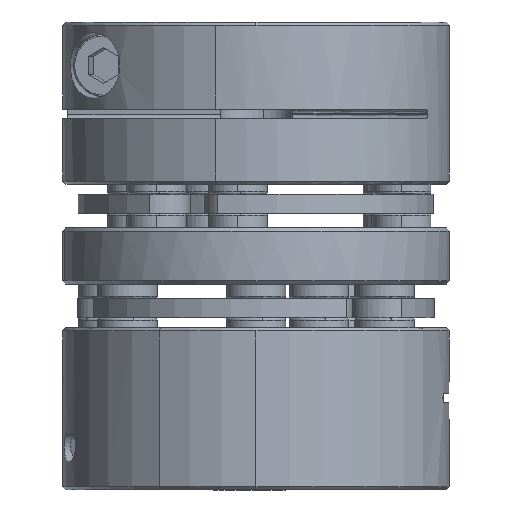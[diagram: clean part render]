
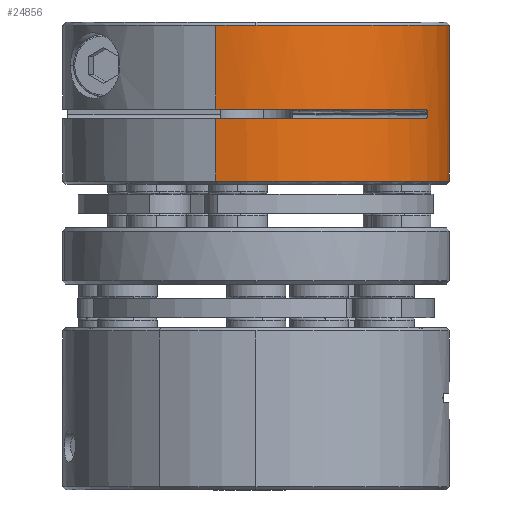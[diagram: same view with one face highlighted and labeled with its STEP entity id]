
A CAD part, front view. The second image highlights one B-rep face of the part: STEP entity #24856.
In plain terms, the highlighted cylindrical face has radius 31 mm (diameter 62 mm), a partial arc.
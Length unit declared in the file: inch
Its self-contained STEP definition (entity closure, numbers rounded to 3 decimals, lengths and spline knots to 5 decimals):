
#777 = CARTESIAN_POINT ( 'NONE',  ( 1.07418, -0.57939, 2.40252 ) ) ;
#1174 = AXIS2_PLACEMENT_3D ( 'NONE', #20160, #3792, #22891 ) ;
#2362 = CARTESIAN_POINT ( 'NONE',  ( 1.07758, -0.57305, 2.34682 ) ) ;
#3419 = LINE ( 'NONE', #20056, #17095 ) ;
#3531 = CARTESIAN_POINT ( 'NONE',  ( 1.07913, -0.57013, 2.39757 ) ) ;
#3792 = DIRECTION ( 'NONE',  ( 0., 0., 1. ) ) ;
#3955 = VERTEX_POINT ( 'NONE', #22234 ) ;
#4812 = FACE_OUTER_BOUND ( 'NONE', #26006, .T. ) ;
#5117 = CARTESIAN_POINT ( 'NONE',  ( 1.08302, -0.56272, 2.35688 ) ) ;
#5644 = EDGE_CURVE ( 'NONE', #6855, #14363, #23401, .T. ) ;
#5646 = CARTESIAN_POINT ( 'NONE',  ( 0., -1.22047, 2.93324 ) ) ;
#5654 = DIRECTION ( 'NONE',  ( 0., 0., 1. ) ) ;
#5748 = AXIS2_PLACEMENT_3D ( 'NONE', #8925, #28065, #11699 ) ;
#5877 = VERTEX_POINT ( 'NONE', #7710 ) ;
#6264 = CARTESIAN_POINT ( 'NONE',  ( 1.08456, -0.55971, 2.38203 ) ) ;
#6299 = CARTESIAN_POINT ( 'NONE',  ( -0.25375, -1.1938, 2.95324 ) ) ;
#6855 = VERTEX_POINT ( 'NONE', #30504 ) ;
#7495 = VERTEX_POINT ( 'NONE', #34750 ) ;
#7710 = CARTESIAN_POINT ( 'NONE',  ( 0.25375, 1.1938, 2.93324 ) ) ;
#7838 = CARTESIAN_POINT ( 'NONE',  ( 1.08456, -0.55971, 2.37224 ) ) ;
#7839 = B_SPLINE_CURVE_WITH_KNOTS ( 'NONE', 3,
 ( #32317, #35093, #18718, #2362, #21452, #5117, #24204, #7838 ),
 .UNSPECIFIED., .F., .F.,
 ( 4, 2, 2, 4 ),
 ( 0., 0.00029, 0.00058, 0.00117 ),
 .UNSPECIFIED. ) ;
#8035 = VERTEX_POINT ( 'NONE', #35385 ) ;
#8113 = DIRECTION ( 'NONE',  ( 0., 0., -1. ) ) ;
#8257 = ORIENTED_EDGE ( 'NONE', *, *, #19110, .F. ) ;
#8482 = CARTESIAN_POINT ( 'NONE',  ( 1.08456, -0.55971, 2.37224 ) ) ;
#8542 = VERTEX_POINT ( 'NONE', #18870 ) ;
#8857 = VERTEX_POINT ( 'NONE', #32300 ) ;
#8925 = CARTESIAN_POINT ( 'NONE',  ( 0., 0., 2.93324 ) ) ;
#9091 = EDGE_CURVE ( 'NONE', #3955, #27783, #31769, .T. ) ;
#9149 = DIRECTION ( 'NONE',  ( 0., 0., -1. ) ) ;
#9315 = CARTESIAN_POINT ( 'NONE',  ( 0.25375, 1.1938, 2.95324 ) ) ;
#9984 = CARTESIAN_POINT ( 'NONE',  ( 0., 0., 1.94962 ) ) ;
#10436 = ORIENTED_EDGE ( 'NONE', *, *, #20039, .T. ) ;
#10728 = VECTOR ( 'NONE', #5654, 39.37008 ) ;
#10909 = ORIENTED_EDGE ( 'NONE', *, *, #33912, .F. ) ;
#11479 = VECTOR ( 'NONE', #12094, 39.37008 ) ;
#11629 = AXIS2_PLACEMENT_3D ( 'NONE', #25540, #9149, #28285 ) ;
#11665 = CARTESIAN_POINT ( 'NONE',  ( 1.0705, -0.58616, 2.40324 ) ) ;
#11699 = DIRECTION ( 'NONE',  ( -0.208, -0.978, 0. ) ) ;
#12094 = DIRECTION ( 'NONE',  ( 0., 0., -1. ) ) ;
#12337 = AXIS2_PLACEMENT_3D ( 'NONE', #9984, #29120, #12759 ) ;
#12401 = CIRCLE ( 'NONE', #5748, 1.22047 ) ;
#12759 = DIRECTION ( 'NONE',  ( 0., 1., 0. ) ) ;
#13596 = EDGE_CURVE ( 'NONE', #8542, #8035, #17978, .T. ) ;
#14074 = EDGE_CURVE ( 'NONE', #8857, #19086, #33684, .T. ) ;
#14162 = CARTESIAN_POINT ( 'NONE',  ( 0.25375, 1.1938, 1.94962 ) ) ;
#14363 = VERTEX_POINT ( 'NONE', #5646 ) ;
#15083 = EDGE_CURVE ( 'NONE', #8542, #3955, #23912, .T. ) ;
#15754 = CARTESIAN_POINT ( 'NONE',  ( 0., 0., 1.94962 ) ) ;
#16256 = CARTESIAN_POINT ( 'NONE',  ( 0., 0., 2.95324 ) ) ;
#16478 = AXIS2_PLACEMENT_3D ( 'NONE', #16256, #35366, #32484 ) ;
#17095 = VECTOR ( 'NONE', #19706, 39.37008 ) ;
#17152 = CARTESIAN_POINT ( 'NONE',  ( 1.07237, -0.58275, 2.40324 ) ) ;
#17166 = AXIS2_PLACEMENT_3D ( 'NONE', #15754, #34852, #18494 ) ;
#17959 = ORIENTED_EDGE ( 'NONE', *, *, #26383, .F. ) ;
#17978 = LINE ( 'NONE', #24754, #10728 ) ;
#18367 = CARTESIAN_POINT ( 'NONE',  ( 1.08456, -0.55971, 2.37424 ) ) ;
#18446 = LINE ( 'NONE', #6299, #24843 ) ;
#18474 = CYLINDRICAL_SURFACE ( 'NONE', #16478, 1.22047 ) ;
#18494 = DIRECTION ( 'NONE',  ( 0., 1., 0. ) ) ;
#18718 = CARTESIAN_POINT ( 'NONE',  ( 1.07418, -0.57939, 2.34397 ) ) ;
#18870 = CARTESIAN_POINT ( 'NONE',  ( -0.25375, -1.1938, 1.94962 ) ) ;
#19086 = VERTEX_POINT ( 'NONE', #18367 ) ;
#19110 = EDGE_CURVE ( 'NONE', #7495, #29737, #7839, .T. ) ;
#19250 = CARTESIAN_POINT ( 'NONE',  ( -0.25375, -1.1938, 2.40324 ) ) ;
#19706 = DIRECTION ( 'NONE',  ( 0., 0., -1. ) ) ;
#19896 = CARTESIAN_POINT ( 'NONE',  ( 1.07758, -0.57305, 2.39967 ) ) ;
#20039 = EDGE_CURVE ( 'NONE', #7495, #8035, #24294, .T. ) ;
#20056 = CARTESIAN_POINT ( 'NONE',  ( 1.08456, -0.55971, 2.34324 ) ) ;
#20160 = CARTESIAN_POINT ( 'NONE',  ( 0., 0., 2.93324 ) ) ;
#21292 = ORIENTED_EDGE ( 'NONE', *, *, #14074, .T. ) ;
#21452 = CARTESIAN_POINT ( 'NONE',  ( 1.07913, -0.57013, 2.34892 ) ) ;
#22100 = AXIS2_PLACEMENT_3D ( 'NONE', #24495, #8113, #27275 ) ;
#22234 = CARTESIAN_POINT ( 'NONE',  ( 1.22047, 0., 1.94962 ) ) ;
#22622 = ORIENTED_EDGE ( 'NONE', *, *, #15083, .T. ) ;
#22625 = CARTESIAN_POINT ( 'NONE',  ( 1.08302, -0.56272, 2.3896 ) ) ;
#22668 = DIRECTION ( 'NONE',  ( 0., 0., 1. ) ) ;
#22891 = DIRECTION ( 'NONE',  ( -0.208, -0.978, 0. ) ) ;
#23401 = CIRCLE ( 'NONE', #1174, 1.22047 ) ;
#23912 = CIRCLE ( 'NONE', #12337, 1.22047 ) ;
#24204 = CARTESIAN_POINT ( 'NONE',  ( 1.08456, -0.55971, 2.36445 ) ) ;
#24294 = CIRCLE ( 'NONE', #22100, 1.22047 ) ;
#24321 = ORIENTED_EDGE ( 'NONE', *, *, #30755, .F. ) ;
#24495 = CARTESIAN_POINT ( 'NONE',  ( 0., 0., 2.34324 ) ) ;
#24540 = ORIENTED_EDGE ( 'NONE', *, *, #5644, .F. ) ;
#24754 = CARTESIAN_POINT ( 'NONE',  ( -0.25375, -1.1938, 2.95324 ) ) ;
#24843 = VECTOR ( 'NONE', #22668, 39.37008 ) ;
#24856 = ADVANCED_FACE ( 'NONE', ( #4812 ), #18474, .T. ) ;
#25395 = CARTESIAN_POINT ( 'NONE',  ( 1.08456, -0.55971, 2.37424 ) ) ;
#25540 = CARTESIAN_POINT ( 'NONE',  ( 0., 0., 2.40324 ) ) ;
#26006 = EDGE_LOOP ( 'NONE', ( #30214, #10909, #24540, #17959, #24321, #21292, #31449, #8257, #10436, #31717, #22622, #26030 ) ) ;
#26030 = ORIENTED_EDGE ( 'NONE', *, *, #9091, .T. ) ;
#26383 = EDGE_CURVE ( 'NONE', #35449, #6855, #18446, .T. ) ;
#26898 = LINE ( 'NONE', #9315, #11479 ) ;
#27275 = DIRECTION ( 'NONE',  ( 0., 1., 0. ) ) ;
#27783 = VERTEX_POINT ( 'NONE', #14162 ) ;
#28065 = DIRECTION ( 'NONE',  ( 0., 0., 1. ) ) ;
#28285 = DIRECTION ( 'NONE',  ( 0., 1., 0. ) ) ;
#29120 = DIRECTION ( 'NONE',  ( 0., 0., 1. ) ) ;
#29737 = VERTEX_POINT ( 'NONE', #8482 ) ;
#30214 = ORIENTED_EDGE ( 'NONE', *, *, #34892, .F. ) ;
#30504 = CARTESIAN_POINT ( 'NONE',  ( -0.25375, -1.1938, 2.93324 ) ) ;
#30755 = EDGE_CURVE ( 'NONE', #8857, #35449, #31033, .T. ) ;
#31033 = CIRCLE ( 'NONE', #11629, 1.22047 ) ;
#31449 = ORIENTED_EDGE ( 'NONE', *, *, #33934, .T. ) ;
#31717 = ORIENTED_EDGE ( 'NONE', *, *, #13596, .F. ) ;
#31769 = CIRCLE ( 'NONE', #17166, 1.22047 ) ;
#32300 = CARTESIAN_POINT ( 'NONE',  ( 1.0705, -0.58616, 2.40324 ) ) ;
#32317 = CARTESIAN_POINT ( 'NONE',  ( 1.0705, -0.58616, 2.34324 ) ) ;
#32484 = DIRECTION ( 'NONE',  ( 0., 1., 0. ) ) ;
#33684 = B_SPLINE_CURVE_WITH_KNOTS ( 'NONE', 3,
 ( #11665, #17152, #777, #19896, #3531, #22625, #6264, #25395 ),
 .UNSPECIFIED., .F., .F.,
 ( 4, 2, 2, 4 ),
 ( 0., 0.00029, 0.00058, 0.00117 ),
 .UNSPECIFIED. ) ;
#33912 = EDGE_CURVE ( 'NONE', #14363, #5877, #12401, .T. ) ;
#33934 = EDGE_CURVE ( 'NONE', #19086, #29737, #3419, .T. ) ;
#34750 = CARTESIAN_POINT ( 'NONE',  ( 1.0705, -0.58616, 2.34324 ) ) ;
#34852 = DIRECTION ( 'NONE',  ( 0., 0., 1. ) ) ;
#34892 = EDGE_CURVE ( 'NONE', #5877, #27783, #26898, .T. ) ;
#35093 = CARTESIAN_POINT ( 'NONE',  ( 1.07237, -0.58275, 2.34324 ) ) ;
#35366 = DIRECTION ( 'NONE',  ( 0., 0., -1. ) ) ;
#35385 = CARTESIAN_POINT ( 'NONE',  ( -0.25375, -1.1938, 2.34324 ) ) ;
#35449 = VERTEX_POINT ( 'NONE', #19250 ) ;
